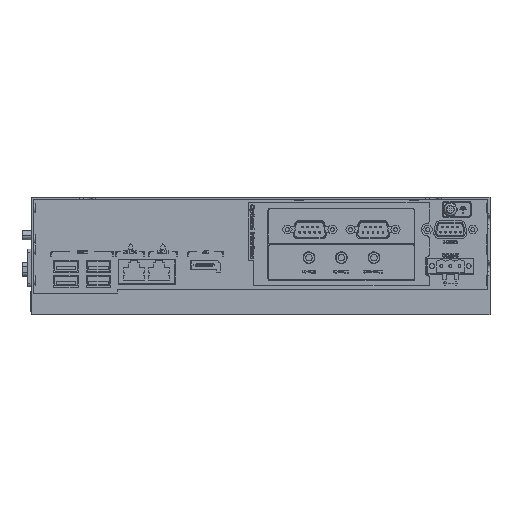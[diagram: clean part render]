
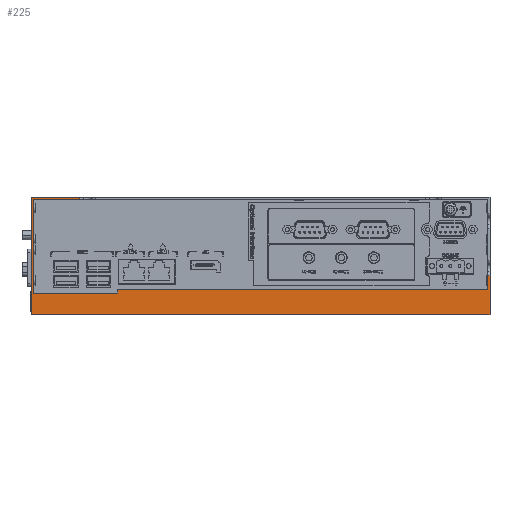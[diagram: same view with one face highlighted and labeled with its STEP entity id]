
A CAD part, front view. The second image highlights one B-rep face of the part: STEP entity #225.
In plain terms, the highlighted planar face has unit normal (0, -1, 0).
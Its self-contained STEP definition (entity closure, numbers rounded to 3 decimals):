
#225=ADVANCED_FACE('Corps principal',(#3934),#3935,.T.);
#3934=FACE_OUTER_BOUND('',#11322,.T.);
#3935=PLANE('',#11323);
#11322=EDGE_LOOP('',(#21424,#21425,#21426,#21427,#21428,#21429,#21430,#21431,#21432,#21433,#21434,#21435));
#11323=AXIS2_PLACEMENT_3D('',#21436,#21437,#21438);
#21424=ORIENTED_EDGE('',*,*,#72384,.F.);
#21425=ORIENTED_EDGE('',*,*,#71746,.T.);
#21426=ORIENTED_EDGE('',*,*,#72294,.T.);
#21427=ORIENTED_EDGE('',*,*,#72385,.F.);
#21428=ORIENTED_EDGE('',*,*,#72386,.F.);
#21429=ORIENTED_EDGE('',*,*,#72387,.F.);
#21430=ORIENTED_EDGE('',*,*,#72388,.F.);
#21431=ORIENTED_EDGE('',*,*,#72389,.T.);
#21432=ORIENTED_EDGE('',*,*,#72390,.F.);
#21433=ORIENTED_EDGE('',*,*,#72391,.F.);
#21434=ORIENTED_EDGE('',*,*,#72392,.F.);
#21435=ORIENTED_EDGE('',*,*,#72393,.T.);
#21436=CARTESIAN_POINT('',(0.0,-100.5,51.2));
#21437=DIRECTION('',(0.0,-1.0,0.0));
#21438=DIRECTION('',(0.0,0.0,-1.0));
#71746=EDGE_CURVE('',#81555,#81553,#81556,.T.);
#72294=EDGE_CURVE('',#81553,#82636,#82638,.T.);
#72384=EDGE_CURVE('',#81555,#82817,#82818,.T.);
#72385=EDGE_CURVE('',#82819,#82636,#82820,.T.);
#72386=EDGE_CURVE('',#82821,#82819,#82822,.T.);
#72387=EDGE_CURVE('',#82823,#82821,#82824,.T.);
#72388=EDGE_CURVE('',#82825,#82823,#82826,.F.);
#72389=EDGE_CURVE('',#82825,#82827,#82828,.T.);
#72390=EDGE_CURVE('',#82829,#82827,#82830,.T.);
#72391=EDGE_CURVE('',#82831,#82829,#82832,.T.);
#72392=EDGE_CURVE('',#82833,#82831,#82834,.T.);
#72393=EDGE_CURVE('',#82833,#82817,#82835,.T.);
#81553=VERTEX_POINT('',#97315);
#81555=VERTEX_POINT('',#97318);
#81556=LINE('',#97319,#97320);
#82636=VERTEX_POINT('',#104108);
#82638=LINE('',#104111,#104112);
#82817=VERTEX_POINT('',#106041);
#82818=LINE('',#106042,#106043);
#82819=VERTEX_POINT('',#106044);
#82820=LINE('',#106045,#106046);
#82821=VERTEX_POINT('',#106047);
#82822=LINE('',#106048,#106049);
#82823=VERTEX_POINT('',#106050);
#82824=LINE('',#106051,#106052);
#82825=VERTEX_POINT('',#106053);
#82826=LINE('',#106054,#106055);
#82827=VERTEX_POINT('',#106056);
#82828=LINE('',#106057,#106058);
#82829=VERTEX_POINT('',#106059);
#82830=LINE('',#106060,#106061);
#82831=VERTEX_POINT('',#106062);
#82832=LINE('',#106063,#106064);
#82833=VERTEX_POINT('',#106065);
#82834=LINE('',#106066,#106067);
#82835=LINE('',#106068,#106069);
#97315=CARTESIAN_POINT('',(-127.0,-100.5,-14.0));
#97318=CARTESIAN_POINT('',(-127.0,-100.5,51.2));
#97319=CARTESIAN_POINT('',(-127.0,-100.5,18.6));
#97320=VECTOR('',#157617,1.0);
#104108=CARTESIAN_POINT('',(127.0,-100.5,-14.0));
#104111=CARTESIAN_POINT('',(0.,-100.5,-14.0));
#104112=VECTOR('',#157843,1.0);
#106041=CARTESIAN_POINT('',(-100.05,-100.5,51.2));
#106042=CARTESIAN_POINT('',(-113.525,-100.5,51.2));
#106043=VECTOR('',#157847,1.0);
#106044=CARTESIAN_POINT('',(127.0,-100.5,7.75));
#106045=CARTESIAN_POINT('',(127.0,-100.5,-3.125));
#106046=VECTOR('',#157848,1.0);
#106047=CARTESIAN_POINT('',(125.8,-100.5,7.75));
#106048=CARTESIAN_POINT('',(126.4,-100.5,7.75));
#106049=VECTOR('',#157849,1.0);
#106050=CARTESIAN_POINT('',(125.8,-100.5,0.));
#106051=CARTESIAN_POINT('',(125.8,-100.5,3.875));
#106052=VECTOR('',#157850,1.0);
#106053=CARTESIAN_POINT('',(-79.0,-100.5,0.));
#106054=CARTESIAN_POINT('',(23.4,-100.5,0.));
#106055=VECTOR('',#157851,1.0);
#106056=CARTESIAN_POINT('',(-79.0,-100.5,-2.0));
#106057=CARTESIAN_POINT('',(-79.0,-100.5,-1.0));
#106058=VECTOR('',#157852,1.0);
#106059=CARTESIAN_POINT('',(-125.8,-100.5,-2.0));
#106060=CARTESIAN_POINT('',(-102.4,-100.5,-2.0));
#106061=VECTOR('',#157853,1.0);
#106062=CARTESIAN_POINT('',(-125.8,-100.5,50.0));
#106063=CARTESIAN_POINT('',(-125.8,-100.5,24.0));
#106064=VECTOR('',#157854,1.0);
#106065=CARTESIAN_POINT('',(-100.05,-100.5,50.0));
#106066=CARTESIAN_POINT('',(-112.925,-100.5,50.0));
#106067=VECTOR('',#157855,1.0);
#106068=CARTESIAN_POINT('',(-100.05,-100.5,50.6));
#106069=VECTOR('',#157856,1.0);
#157617=DIRECTION('',(0.,0.,-1.0));
#157843=DIRECTION('',(1.0,0.0,0.0));
#157847=DIRECTION('',(1.0,0.0,0.0));
#157848=DIRECTION('',(0.0,0.0,-1.0));
#157849=DIRECTION('',(1.0,0.0,0.0));
#157850=DIRECTION('',(0.0,0.0,1.0));
#157851=DIRECTION('',(-1.0,0.0,0.0));
#157852=DIRECTION('',(0.0,0.0,-1.0));
#157853=DIRECTION('',(1.0,0.0,0.0));
#157854=DIRECTION('',(0.0,0.0,-1.0));
#157855=DIRECTION('',(-1.0,0.0,0.0));
#157856=DIRECTION('',(0.0,0.0,1.0));
